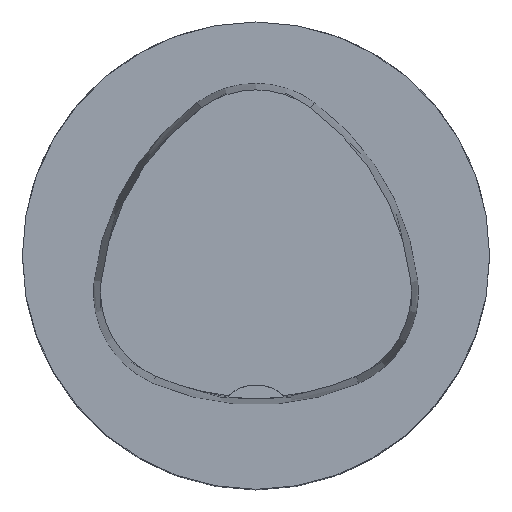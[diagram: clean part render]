
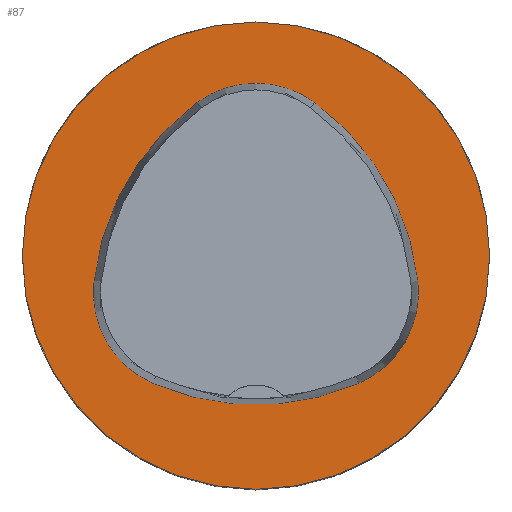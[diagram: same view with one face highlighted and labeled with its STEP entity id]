
A CAD part, top view. The second image highlights one B-rep face of the part: STEP entity #87.
In plain terms, the highlighted planar face has unit normal (0, 0, 1).
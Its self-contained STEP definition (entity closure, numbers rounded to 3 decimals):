
#33=PLANE('',#461);
#87=ADVANCED_FACE('',(#131,#132),#33,.T.);
#106=CIRCLE('',#432,40.);
#108=CIRCLE('',#439,44.);
#110=CIRCLE('',#442,17.);
#112=CIRCLE('',#445,44.);
#114=CIRCLE('',#448,17.);
#118=CIRCLE('',#453,44.);
#120=CIRCLE('',#456,17.);
#131=FACE_BOUND('',#148,.T.);
#132=FACE_BOUND('',#149,.T.);
#148=EDGE_LOOP('',(#229,#230,#231,#232,#233,#234));
#149=EDGE_LOOP('',(#235));
#229=ORIENTED_EDGE('',*,*,#350,.T.);
#230=ORIENTED_EDGE('',*,*,#330,.T.);
#231=ORIENTED_EDGE('',*,*,#334,.T.);
#232=ORIENTED_EDGE('',*,*,#337,.T.);
#233=ORIENTED_EDGE('',*,*,#340,.T.);
#234=ORIENTED_EDGE('',*,*,#348,.T.);
#235=ORIENTED_EDGE('',*,*,#320,.F.);
#285=VERTEX_POINT('',#635);
#295=VERTEX_POINT('',#656);
#296=VERTEX_POINT('',#657);
#299=VERTEX_POINT('',#665);
#301=VERTEX_POINT('',#671);
#303=VERTEX_POINT('',#677);
#310=VERTEX_POINT('',#698);
#320=EDGE_CURVE('',#285,#285,#106,.T.);
#330=EDGE_CURVE('',#295,#296,#108,.T.);
#334=EDGE_CURVE('',#296,#299,#110,.T.);
#337=EDGE_CURVE('',#299,#301,#112,.T.);
#340=EDGE_CURVE('',#301,#303,#114,.T.);
#348=EDGE_CURVE('',#303,#310,#118,.T.);
#350=EDGE_CURVE('',#310,#295,#120,.T.);
#432=AXIS2_PLACEMENT_3D('',#634,#500,#501);
#439=AXIS2_PLACEMENT_3D('',#655,#518,#519);
#442=AXIS2_PLACEMENT_3D('',#664,#526,#527);
#445=AXIS2_PLACEMENT_3D('',#670,#533,#534);
#448=AXIS2_PLACEMENT_3D('',#676,#540,#541);
#453=AXIS2_PLACEMENT_3D('',#699,#552,#553);
#456=AXIS2_PLACEMENT_3D('',#702,#558,#559);
#461=AXIS2_PLACEMENT_3D('',#707,#568,#569);
#500=DIRECTION('',(0.,0.,-1.));
#501=DIRECTION('',(-1.,0.,0.));
#518=DIRECTION('',(0.,0.,-1.));
#519=DIRECTION('',(-1.,0.,0.));
#526=DIRECTION('',(0.,0.,-1.));
#527=DIRECTION('',(-1.,0.,0.));
#533=DIRECTION('',(0.,0.,-1.));
#534=DIRECTION('',(-1.,0.,0.));
#540=DIRECTION('',(0.,0.,-1.));
#541=DIRECTION('',(-1.,0.,0.));
#552=DIRECTION('',(0.,0.,-1.));
#553=DIRECTION('',(-1.,0.,0.));
#558=DIRECTION('',(0.,0.,-1.));
#559=DIRECTION('',(-1.,0.,0.));
#568=DIRECTION('',(0.,0.,1.));
#569=DIRECTION('',(1.,0.,0.));
#634=CARTESIAN_POINT('',(0.,0.,0.));
#635=CARTESIAN_POINT('',(-40.,0.,0.));
#655=CARTESIAN_POINT('',(16.01,-9.224,0.));
#656=CARTESIAN_POINT('',(-27.722,-4.378,0.));
#657=CARTESIAN_POINT('',(-10.119,26.178,0.));
#664=CARTESIAN_POINT('',(-0.023,12.5,0.));
#665=CARTESIAN_POINT('',(10.049,26.194,0.));
#670=CARTESIAN_POINT('',(-16.021,-9.25,0.));
#671=CARTESIAN_POINT('',(27.71,-4.394,0.));
#676=CARTESIAN_POINT('',(10.814,-6.27,0.));
#677=CARTESIAN_POINT('',(17.611,-21.852,0.));
#698=CARTESIAN_POINT('',(-17.652,-21.819,0.));
#699=CARTESIAN_POINT('',(0.017,18.477,0.));
#702=CARTESIAN_POINT('',(-10.825,-6.25,0.));
#707=CARTESIAN_POINT('',(0.,0.,0.));
